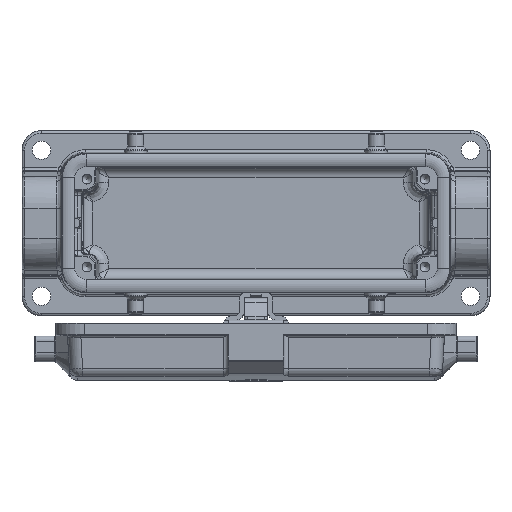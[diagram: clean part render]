
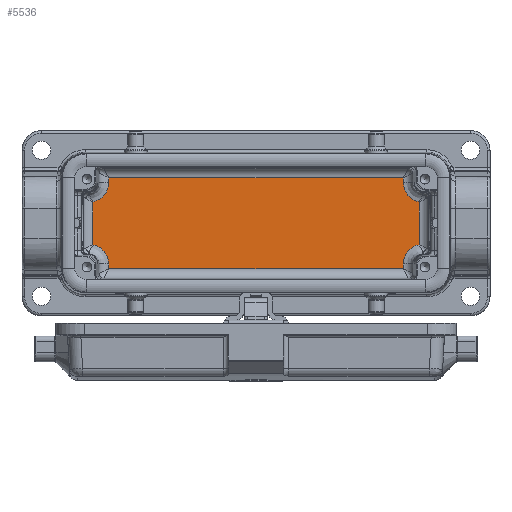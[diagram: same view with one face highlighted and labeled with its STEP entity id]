
A CAD part, top view. The second image highlights one B-rep face of the part: STEP entity #5536.
In plain terms, the highlighted planar face has unit normal (0, 0, 1).
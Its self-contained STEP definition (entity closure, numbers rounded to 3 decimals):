
#4165=FACE_OUTER_BOUND('',#7579,.T.);
#5294=ELLIPSE('',#23506,6.003,6.);
#5295=ELLIPSE('',#23507,6.003,6.);
#5296=ELLIPSE('',#23508,6.003,6.);
#5297=ELLIPSE('',#23509,6.003,6.);
#5536=ADVANCED_FACE('',(#4165),#6442,.F.);
#6442=PLANE('',#23510);
#7579=EDGE_LOOP('',(#8919,#8920,#8921,#8922,#8923,#8924,#8925,#8926,#8927,
#8928,#8929,#8930));
#8919=ORIENTED_EDGE('',*,*,#14907,.T.);
#8920=ORIENTED_EDGE('',*,*,#14908,.T.);
#8921=ORIENTED_EDGE('',*,*,#14909,.T.);
#8922=ORIENTED_EDGE('',*,*,#14910,.T.);
#8923=ORIENTED_EDGE('',*,*,#14911,.T.);
#8924=ORIENTED_EDGE('',*,*,#14912,.T.);
#8925=ORIENTED_EDGE('',*,*,#14913,.T.);
#8926=ORIENTED_EDGE('',*,*,#14914,.T.);
#8927=ORIENTED_EDGE('',*,*,#14915,.T.);
#8928=ORIENTED_EDGE('',*,*,#14916,.T.);
#8929=ORIENTED_EDGE('',*,*,#14917,.T.);
#8930=ORIENTED_EDGE('',*,*,#14918,.T.);
#13405=VERTEX_POINT('',#32234);
#13406=VERTEX_POINT('',#32235);
#13407=VERTEX_POINT('',#32237);
#13408=VERTEX_POINT('',#32239);
#13409=VERTEX_POINT('',#32241);
#13410=VERTEX_POINT('',#32243);
#13411=VERTEX_POINT('',#32245);
#13412=VERTEX_POINT('',#32247);
#13413=VERTEX_POINT('',#32249);
#13414=VERTEX_POINT('',#32251);
#13415=VERTEX_POINT('',#32253);
#13416=VERTEX_POINT('',#32255);
#14907=EDGE_CURVE('',#13405,#13406,#19488,.T.);
#14908=EDGE_CURVE('',#13406,#13407,#19489,.T.);
#14909=EDGE_CURVE('',#13407,#13408,#19490,.T.);
#14910=EDGE_CURVE('',#13408,#13409,#5294,.T.);
#14911=EDGE_CURVE('',#13409,#13410,#19491,.T.);
#14912=EDGE_CURVE('',#13410,#13411,#5295,.T.);
#14913=EDGE_CURVE('',#13411,#13412,#19492,.T.);
#14914=EDGE_CURVE('',#13412,#13413,#19493,.T.);
#14915=EDGE_CURVE('',#13413,#13414,#19494,.T.);
#14916=EDGE_CURVE('',#13414,#13415,#5296,.T.);
#14917=EDGE_CURVE('',#13415,#13416,#19495,.T.);
#14918=EDGE_CURVE('',#13416,#13405,#5297,.T.);
#19488=LINE('',#32233,#20676);
#19489=LINE('',#32236,#20677);
#19490=LINE('',#32238,#20678);
#19491=LINE('',#32242,#20679);
#19492=LINE('',#32246,#20680);
#19493=LINE('',#32248,#20681);
#19494=LINE('',#32250,#20682);
#19495=LINE('',#32254,#20683);
#20676=VECTOR('',#25546,1.);
#20677=VECTOR('',#25547,1.);
#20678=VECTOR('',#25548,1.);
#20679=VECTOR('',#25551,1.);
#20680=VECTOR('',#25554,1.);
#20681=VECTOR('',#25555,1.);
#20682=VECTOR('',#25556,1.);
#20683=VECTOR('',#25559,1.);
#23506=AXIS2_PLACEMENT_3D('',#32240,#25549,#25550);
#23507=AXIS2_PLACEMENT_3D('',#32244,#25552,#25553);
#23508=AXIS2_PLACEMENT_3D('',#32252,#25557,#25558);
#23509=AXIS2_PLACEMENT_3D('',#32256,#25560,#25561);
#23510=AXIS2_PLACEMENT_3D('',#32257,#25562,#25563);
#25546=DIRECTION('',(0.,-1.,0.));
#25547=DIRECTION('',(1.,0.,0.));
#25548=DIRECTION('',(0.,1.,0.));
#25549=DIRECTION('',(0.,0.,-1.));
#25550=DIRECTION('',(-0.832,0.555,0.));
#25551=DIRECTION('',(0.,1.,0.));
#25552=DIRECTION('',(0.,0.,-1.));
#25553=DIRECTION('',(0.832,0.555,0.));
#25554=DIRECTION('',(0.,1.,0.));
#25555=DIRECTION('',(-1.,0.,0.));
#25556=DIRECTION('',(0.,-1.,0.));
#25557=DIRECTION('',(0.,0.,-1.));
#25558=DIRECTION('',(0.832,-0.555,0.));
#25559=DIRECTION('',(0.,-1.,0.));
#25560=DIRECTION('',(0.,0.,-1.));
#25561=DIRECTION('',(-0.832,-0.555,0.));
#25562=DIRECTION('',(0.,0.,-1.));
#25563=DIRECTION('',(-1.,0.,0.));
#32233=CARTESIAN_POINT('',(-45.323,17.75,-40.25));
#32234=CARTESIAN_POINT('',(-45.323,-12.498,-40.25));
#32235=CARTESIAN_POINT('',(-45.323,-13.966,-40.25));
#32236=CARTESIAN_POINT('',(46.746,-13.966,-40.25));
#32237=CARTESIAN_POINT('',(45.323,-13.966,-40.25));
#32238=CARTESIAN_POINT('',(45.323,17.75,-40.25));
#32239=CARTESIAN_POINT('',(45.323,-12.498,-40.25));
#32240=CARTESIAN_POINT('',(51.326,-12.5,-40.25));
#32241=CARTESIAN_POINT('',(50.177,-6.61,-40.25));
#32242=CARTESIAN_POINT('',(50.177,17.75,-40.25));
#32243=CARTESIAN_POINT('',(50.177,6.61,-40.25));
#32244=CARTESIAN_POINT('',(51.326,12.5,-40.25));
#32245=CARTESIAN_POINT('',(45.323,12.498,-40.25));
#32246=CARTESIAN_POINT('',(45.323,17.75,-40.25));
#32247=CARTESIAN_POINT('',(45.323,13.966,-40.25));
#32248=CARTESIAN_POINT('',(-46.746,13.966,-40.25));
#32249=CARTESIAN_POINT('',(-45.323,13.966,-40.25));
#32250=CARTESIAN_POINT('',(-45.323,17.75,-40.25));
#32251=CARTESIAN_POINT('',(-45.323,12.498,-40.25));
#32252=CARTESIAN_POINT('',(-51.326,12.5,-40.25));
#32253=CARTESIAN_POINT('',(-50.177,6.61,-40.25));
#32254=CARTESIAN_POINT('',(-50.177,17.75,-40.25));
#32255=CARTESIAN_POINT('',(-50.177,-6.61,-40.25));
#32256=CARTESIAN_POINT('',(-51.326,-12.5,-40.25));
#32257=CARTESIAN_POINT('',(-55.647,17.75,-40.25));
